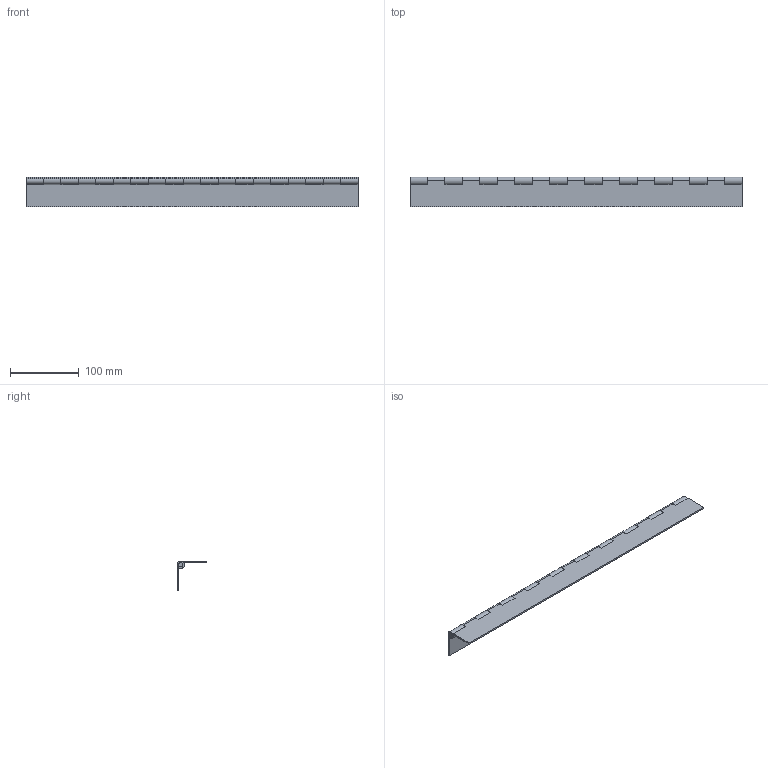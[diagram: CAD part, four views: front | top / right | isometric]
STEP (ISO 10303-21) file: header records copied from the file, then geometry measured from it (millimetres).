
FILE_DESCRIPTION(/* description */ (''),/* implementation_level */ '2;1');
FILE_NAME(/* name */ 'FE-00004-03_ASM_1_ASM.stp',/* time_stamp */ '2017-01-08T11:24:28-05:00',/* author */ ('jeff1'),/* organization */ (''),/* preprocessor_version */ 'ST-DEVELOPER v16.5',/* originating_system */ 'Autodesk Inventor 2017',/* authorisation */ '');
FILE_SCHEMA (('AUTOMOTIVE_DESIGN { 1 0 10303 214 3 1 1 }'));
Length unit declared in the file: inch
Products named in the file (4): FE-00004-03_ASM_1_ASM; FE-00004-03-A_1; FE-00004-03-B_1; FE-00004-03-C_1
Assembly tree (3 placements, depth 2):
  FE-00004-03_ASM_1_ASM
    FE-00004-03-A_1
    FE-00004-03-B_1
    FE-00004-03-C_1
Bounding box: 482.6 x 43.56 x 43.56 mm (x, y, z)
Volume: 118683 mm3; surface area: 107336.4 mm2
Topology: 3 solids, 3 shells, 125 faces, 357 edges, 238 vertices
Faces by surface type: plane 86, cylinder 39
Full cylindrical faces by diameter (mm): 6.35 x1
Entity records: 4176 total; most frequent: CARTESIAN_POINT 726, ORIENTED_EDGE 712, DIRECTION 698, EDGE_CURVE 356, LINE 278, VECTOR 278, VERTEX_POINT 238, AXIS2_PLACEMENT_3D 210
